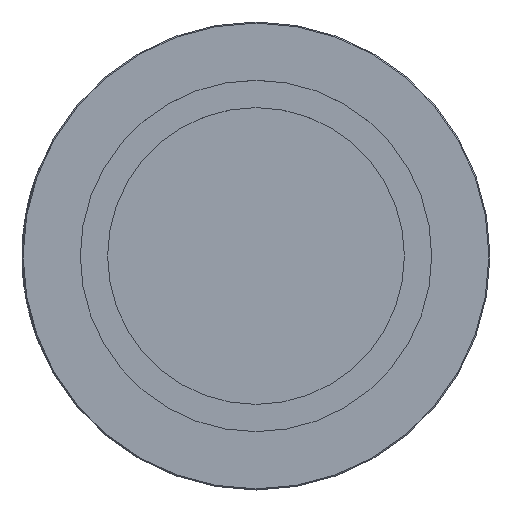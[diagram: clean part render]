
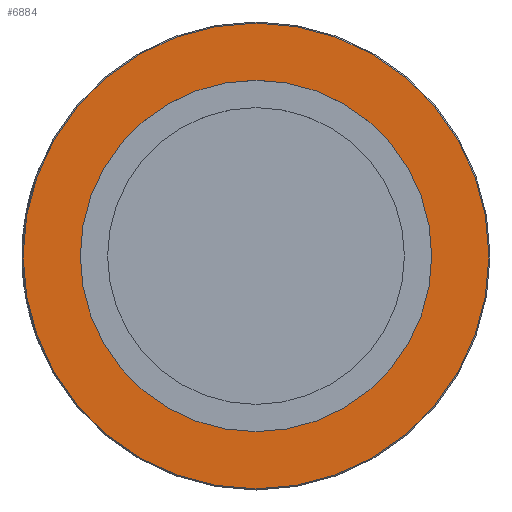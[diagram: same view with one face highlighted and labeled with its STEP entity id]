
A CAD part, top view. The second image highlights one B-rep face of the part: STEP entity #6884.
In plain terms, the highlighted planar face has unit normal (0, 0, 1).
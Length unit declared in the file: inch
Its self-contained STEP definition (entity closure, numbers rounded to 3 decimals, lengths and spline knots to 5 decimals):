
#2403=VERTEX_POINT('',#16028);
#2404=VERTEX_POINT('',#16031);
#2536=CIRCLE('',#7166,1.075);
#2537=CIRCLE('',#7168,0.81102);
#3569=EDGE_CURVE('',#2403,#2403,#2536,.T.);
#3570=EDGE_CURVE('',#2404,#2404,#2537,.T.);
#5629=ORIENTED_EDGE('',*,*,#3570,.T.);
#5630=ORIENTED_EDGE('',*,*,#3569,.F.);
#6061=EDGE_LOOP('',(#5629));
#6062=EDGE_LOOP('',(#5630));
#6493=FACE_BOUND('',#6061,.T.);
#6494=FACE_BOUND('',#6062,.T.);
#6884=ADVANCED_FACE('',(#6493,#6494),#16152,.F.);
#7166=AXIS2_PLACEMENT_3D('',#16027,#8050,#8051);
#7167=AXIS2_PLACEMENT_3D('',#16029,#8052,$);
#7168=AXIS2_PLACEMENT_3D('',#16030,#8053,#8054);
#8050=DIRECTION('',(0.,0.,-1.));
#8051=DIRECTION('',(-1.075,0.,0.));
#8052=DIRECTION('',(0.,0.,-1.));
#8053=DIRECTION('',(0.,0.,-1.));
#8054=DIRECTION('',(-0.811,0.,0.));
#16027=CARTESIAN_POINT('',(0.,0.,0.));
#16028=CARTESIAN_POINT('',(1.075,0.,0.));
#16029=CARTESIAN_POINT('',(0.,0.,0.));
#16030=CARTESIAN_POINT('',(0.,0.,0.));
#16031=CARTESIAN_POINT('',(-0.81102,0.,0.));
#16152=PLANE('',#7167);
